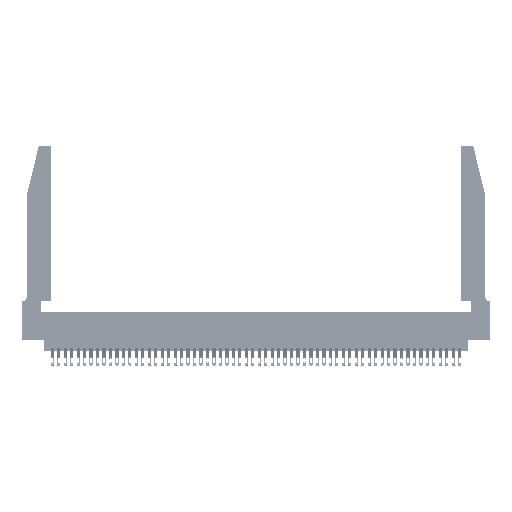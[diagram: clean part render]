
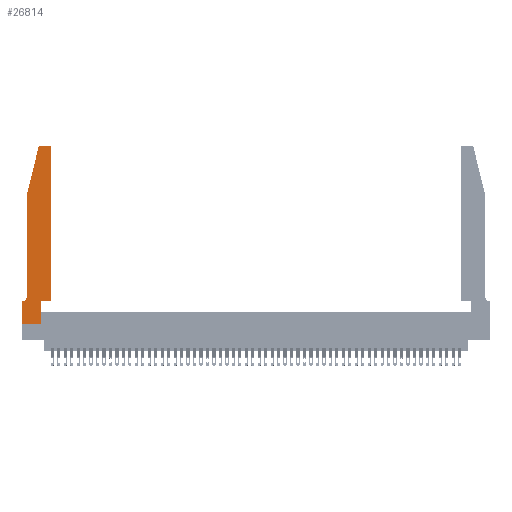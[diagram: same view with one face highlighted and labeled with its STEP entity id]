
A CAD part, top view. The second image highlights one B-rep face of the part: STEP entity #26814.
In plain terms, the highlighted planar face has unit normal (0, 0, 1).
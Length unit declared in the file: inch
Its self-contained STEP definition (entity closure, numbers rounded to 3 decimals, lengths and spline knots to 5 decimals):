
#963 = VECTOR ( 'NONE', #47890, 39.37008 ) ;
#1743 = DIRECTION ( 'NONE',  ( 0., 0., 1. ) ) ;
#1966 = VERTEX_POINT ( 'NONE', #26834 ) ;
#2149 = ORIENTED_EDGE ( 'NONE', *, *, #21833, .T. ) ;
#2239 = ORIENTED_EDGE ( 'NONE', *, *, #21897, .T. ) ;
#3880 = VECTOR ( 'NONE', #14965, 39.37008 ) ;
#4171 = AXIS2_PLACEMENT_3D ( 'NONE', #46956, #1743, #18735 ) ;
#4286 = DIRECTION ( 'NONE',  ( 0., -1., 0. ) ) ;
#4439 = CARTESIAN_POINT ( 'NONE',  ( 0.4205, 2.75, 0.37 ) ) ;
#6696 = DIRECTION ( 'NONE',  ( 1., 0., 0. ) ) ;
#7388 = CARTESIAN_POINT ( 'NONE',  ( 0.4505, 2.72, 0.37 ) ) ;
#7519 = EDGE_CURVE ( 'NONE', #32726, #38338, #31676, .T. ) ;
#7744 = AXIS2_PLACEMENT_3D ( 'NONE', #51038, #10770, #6696 ) ;
#8064 = ORIENTED_EDGE ( 'NONE', *, *, #7519, .T. ) ;
#8159 = DIRECTION ( 'NONE',  ( 1., 0., 0. ) ) ;
#8759 = VERTEX_POINT ( 'NONE', #26595 ) ;
#8761 = VECTOR ( 'NONE', #8159, 39.37008 ) ;
#8821 = VECTOR ( 'NONE', #29588, 39.37008 ) ;
#9388 = DIRECTION ( 'NONE',  ( -1., 0., 0. ) ) ;
#9519 = ORIENTED_EDGE ( 'NONE', *, *, #48926, .T. ) ;
#9583 = CARTESIAN_POINT ( 'NONE',  ( 0.0055, 0.35, 0.37 ) ) ;
#9981 = EDGE_CURVE ( 'NONE', #43801, #37958, #28806, .T. ) ;
#10335 = ORIENTED_EDGE ( 'NONE', *, *, #36060, .T. ) ;
#10483 = CARTESIAN_POINT ( 'NONE',  ( 0.0055, 0.42, 0.37 ) ) ;
#10608 = CARTESIAN_POINT ( 'NONE',  ( 0., 0., 0.37 ) ) ;
#10770 = DIRECTION ( 'NONE',  ( 0., 0., 1. ) ) ;
#10834 = ORIENTED_EDGE ( 'NONE', *, *, #42131, .T. ) ;
#12419 = VERTEX_POINT ( 'NONE', #44446 ) ;
#12662 = VECTOR ( 'NONE', #49713, 39.37008 ) ;
#14965 = DIRECTION ( 'NONE',  ( 0., 1., 0. ) ) ;
#16931 = CARTESIAN_POINT ( 'NONE',  ( 0.2865, 0., 0.37 ) ) ;
#17186 = VECTOR ( 'NONE', #9388, 39.37008 ) ;
#17638 = CARTESIAN_POINT ( 'NONE',  ( 0.4505, 0.35, 0.37 ) ) ;
#17833 = ORIENTED_EDGE ( 'NONE', *, *, #47574, .T. ) ;
#18190 = VECTOR ( 'NONE', #35066, 39.37008 ) ;
#18416 = EDGE_CURVE ( 'NONE', #8759, #23784, #19064, .T. ) ;
#18570 = ORIENTED_EDGE ( 'NONE', *, *, #51474, .T. ) ;
#18735 = DIRECTION ( 'NONE',  ( 1., 0., 0. ) ) ;
#19064 = LINE ( 'NONE', #17638, #3880 ) ;
#19424 = EDGE_CURVE ( 'NONE', #12419, #36037, #44990, .T. ) ;
#21833 = EDGE_CURVE ( 'NONE', #37958, #1966, #26278, .T. ) ;
#21897 = EDGE_CURVE ( 'NONE', #25370, #44615, #22492, .T. ) ;
#22492 = LINE ( 'NONE', #24087, #963 ) ;
#23354 = DIRECTION ( 'NONE',  ( 0., 0., 1. ) ) ;
#23386 = DIRECTION ( 'NONE',  ( -0.239, -0.971, 0. ) ) ;
#23784 = VERTEX_POINT ( 'NONE', #7388 ) ;
#23909 = CARTESIAN_POINT ( 'NONE',  ( 0.284, 2.75, 0.37 ) ) ;
#24087 = CARTESIAN_POINT ( 'NONE',  ( 0.2865, 0.35, 0.37 ) ) ;
#25043 = VECTOR ( 'NONE', #23386, 39.37008 ) ;
#25304 = ORIENTED_EDGE ( 'NONE', *, *, #19424, .T. ) ;
#25370 = VERTEX_POINT ( 'NONE', #16931 ) ;
#25574 = CARTESIAN_POINT ( 'NONE',  ( 0.0755, 0.42, 0.37 ) ) ;
#25619 = ORIENTED_EDGE ( 'NONE', *, *, #47063, .T. ) ;
#26278 = LINE ( 'NONE', #39520, #25043 ) ;
#26548 = DIRECTION ( 'NONE',  ( 0., 0., -1. ) ) ;
#26595 = CARTESIAN_POINT ( 'NONE',  ( 0.4505, 0.35, 0.37 ) ) ;
#26814 = ADVANCED_FACE ( 'NONE', ( #48920 ), #30582, .T. ) ;
#26834 = CARTESIAN_POINT ( 'NONE',  ( 0.0755, 2., 0.37 ) ) ;
#27378 = DIRECTION ( 'NONE',  ( 1., 0., 0. ) ) ;
#27608 = CARTESIAN_POINT ( 'NONE',  ( 0., 0., 0.37 ) ) ;
#28513 = CARTESIAN_POINT ( 'NONE',  ( 0.0755, 2., 0.37 ) ) ;
#28806 = CIRCLE ( 'NONE', #7744, 0.03 ) ;
#29472 = CARTESIAN_POINT ( 'NONE',  ( 0.2865, 0.35, 0.37 ) ) ;
#29588 = DIRECTION ( 'NONE',  ( 0., -1., 0. ) ) ;
#29618 = LINE ( 'NONE', #45225, #8761 ) ;
#30423 = LINE ( 'NONE', #28513, #39981 ) ;
#30582 = PLANE ( 'NONE',  #4171 ) ;
#31676 = CIRCLE ( 'NONE', #51854, 0.07 ) ;
#32726 = VERTEX_POINT ( 'NONE', #25574 ) ;
#33447 = CARTESIAN_POINT ( 'NONE',  ( 0., 0., 0.37 ) ) ;
#35066 = DIRECTION ( 'NONE',  ( 1., 0., 0. ) ) ;
#35405 = EDGE_LOOP ( 'NONE', ( #25619, #36620, #2149, #10834, #8064, #17833, #25304, #9519, #2239, #10335, #48734, #18570 ) ) ;
#35681 = CIRCLE ( 'NONE', #51406, 0.03 ) ;
#36037 = VERTEX_POINT ( 'NONE', #27608 ) ;
#36060 = EDGE_CURVE ( 'NONE', #44615, #8759, #29618, .T. ) ;
#36111 = LINE ( 'NONE', #49896, #12662 ) ;
#36620 = ORIENTED_EDGE ( 'NONE', *, *, #9981, .T. ) ;
#36621 = LINE ( 'NONE', #10608, #18190 ) ;
#37958 = VERTEX_POINT ( 'NONE', #44510 ) ;
#38338 = VERTEX_POINT ( 'NONE', #9583 ) ;
#39520 = CARTESIAN_POINT ( 'NONE',  ( 0.0755, 2., 0.37 ) ) ;
#39981 = VECTOR ( 'NONE', #4286, 39.37008 ) ;
#41273 = CARTESIAN_POINT ( 'NONE',  ( 0.2605, 2.75, 0.37 ) ) ;
#42131 = EDGE_CURVE ( 'NONE', #1966, #32726, #30423, .T. ) ;
#43801 = VERTEX_POINT ( 'NONE', #23909 ) ;
#44135 = DIRECTION ( 'NONE',  ( -1., 0., 0. ) ) ;
#44446 = CARTESIAN_POINT ( 'NONE',  ( 0., 0.35, 0.37 ) ) ;
#44510 = CARTESIAN_POINT ( 'NONE',  ( 0.25487, 2.72718, 0.37 ) ) ;
#44615 = VERTEX_POINT ( 'NONE', #29472 ) ;
#44990 = LINE ( 'NONE', #33447, #8821 ) ;
#45225 = CARTESIAN_POINT ( 'NONE',  ( 0.4505, 0.35, 0.37 ) ) ;
#46956 = CARTESIAN_POINT ( 'NONE',  ( 0., 0.35, 0.37 ) ) ;
#47063 = EDGE_CURVE ( 'NONE', #50983, #43801, #50828, .T. ) ;
#47574 = EDGE_CURVE ( 'NONE', #38338, #12419, #36111, .T. ) ;
#47675 = CARTESIAN_POINT ( 'NONE',  ( 0.4205, 2.72, 0.37 ) ) ;
#47890 = DIRECTION ( 'NONE',  ( 0., 1., 0. ) ) ;
#48734 = ORIENTED_EDGE ( 'NONE', *, *, #18416, .T. ) ;
#48920 = FACE_OUTER_BOUND ( 'NONE', #35405, .T. ) ;
#48926 = EDGE_CURVE ( 'NONE', #36037, #25370, #36621, .T. ) ;
#49713 = DIRECTION ( 'NONE',  ( -1., 0., 0. ) ) ;
#49896 = CARTESIAN_POINT ( 'NONE',  ( 0.0755, 0.35, 0.37 ) ) ;
#50828 = LINE ( 'NONE', #41273, #17186 ) ;
#50983 = VERTEX_POINT ( 'NONE', #4439 ) ;
#51038 = CARTESIAN_POINT ( 'NONE',  ( 0.284, 2.72, 0.37 ) ) ;
#51406 = AXIS2_PLACEMENT_3D ( 'NONE', #47675, #23354, #27378 ) ;
#51474 = EDGE_CURVE ( 'NONE', #23784, #50983, #35681, .T. ) ;
#51854 = AXIS2_PLACEMENT_3D ( 'NONE', #10483, #26548, #44135 ) ;
